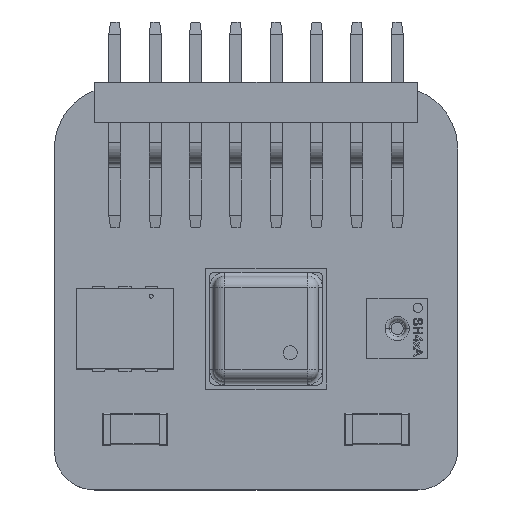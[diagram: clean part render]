
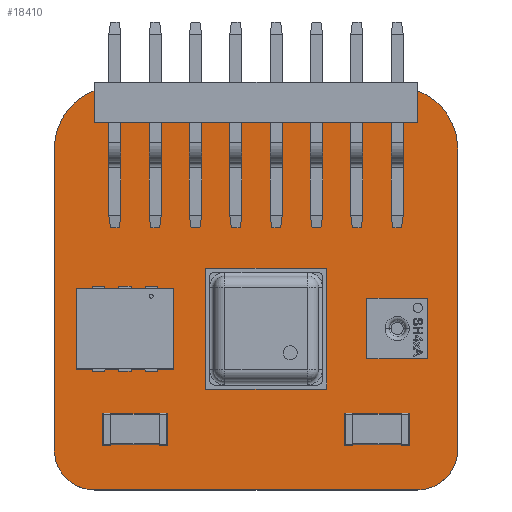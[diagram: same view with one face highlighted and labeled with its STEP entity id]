
A CAD part, top view. The second image highlights one B-rep face of the part: STEP entity #18410.
In plain terms, the highlighted planar face has unit normal (0, 0, 1).
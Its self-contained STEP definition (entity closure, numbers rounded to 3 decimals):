
#18017 = VERTEX_POINT('',#18018);
#18018 = CARTESIAN_POINT('',(8.45,10.,1.6));
#18024 = EDGE_CURVE('',#18017,#18025,#18027,.T.);
#18025 = VERTEX_POINT('',#18026);
#18026 = CARTESIAN_POINT('',(9.998,8.572,1.6));
#18027 = CIRCLE('',#18028,1.548);
#18028 = AXIS2_PLACEMENT_3D('',#18029,#18030,#18031);
#18029 = CARTESIAN_POINT('',(8.454,8.452,1.6));
#18030 = DIRECTION('',(0.,0.,-1.));
#18031 = DIRECTION('',(-0.003,1.,0.));
#18057 = EDGE_CURVE('',#18025,#18058,#18060,.T.);
#18058 = VERTEX_POINT('',#18059);
#18059 = CARTESIAN_POINT('',(10.,8.45,1.6));
#18060 = LINE('',#18061,#18062);
#18061 = CARTESIAN_POINT('',(9.998,8.572,1.6));
#18062 = VECTOR('',#18063,1.);
#18063 = DIRECTION('',(0.02,-1.,0.));
#18088 = EDGE_CURVE('',#18058,#18089,#18091,.T.);
#18089 = VERTEX_POINT('',#18090);
#18090 = CARTESIAN_POINT('',(10.,1.,1.6));
#18091 = LINE('',#18092,#18093);
#18092 = CARTESIAN_POINT('',(10.,8.45,1.6));
#18093 = VECTOR('',#18094,1.);
#18094 = DIRECTION('',(0.,-1.,0.));
#18119 = EDGE_CURVE('',#18089,#18120,#18122,.T.);
#18120 = VERTEX_POINT('',#18121);
#18121 = CARTESIAN_POINT('',(9.098,0.002,1.6));
#18122 = CIRCLE('',#18123,0.998);
#18123 = AXIS2_PLACEMENT_3D('',#18124,#18125,#18126);
#18124 = CARTESIAN_POINT('',(9.002,0.996,1.6));
#18125 = DIRECTION('',(0.,0.,-1.));
#18126 = DIRECTION('',(1.,0.004,0.));
#18152 = EDGE_CURVE('',#18120,#18153,#18155,.T.);
#18153 = VERTEX_POINT('',#18154);
#18154 = CARTESIAN_POINT('',(9.,0.,1.6));
#18155 = LINE('',#18156,#18157);
#18156 = CARTESIAN_POINT('',(9.098,0.002,1.6));
#18157 = VECTOR('',#18158,1.);
#18158 = DIRECTION('',(-1.,-0.024,0.));
#18183 = EDGE_CURVE('',#18153,#18184,#18186,.T.);
#18184 = VERTEX_POINT('',#18185);
#18185 = CARTESIAN_POINT('',(1.,0.,1.6));
#18186 = LINE('',#18187,#18188);
#18187 = CARTESIAN_POINT('',(9.,0.,1.6));
#18188 = VECTOR('',#18189,1.);
#18189 = DIRECTION('',(-1.,0.,0.));
#18214 = EDGE_CURVE('',#18184,#18215,#18217,.T.);
#18215 = VERTEX_POINT('',#18216);
#18216 = CARTESIAN_POINT('',(0.002,0.902,1.6));
#18217 = CIRCLE('',#18218,0.998);
#18218 = AXIS2_PLACEMENT_3D('',#18219,#18220,#18221);
#18219 = CARTESIAN_POINT('',(0.996,0.998,1.6));
#18220 = DIRECTION('',(0.,0.,-1.));
#18221 = DIRECTION('',(0.004,-1.,0.));
#18247 = EDGE_CURVE('',#18215,#18248,#18250,.T.);
#18248 = VERTEX_POINT('',#18249);
#18249 = CARTESIAN_POINT('',(0.,1.,1.6));
#18250 = LINE('',#18251,#18252);
#18251 = CARTESIAN_POINT('',(0.002,0.902,1.6));
#18252 = VECTOR('',#18253,1.);
#18253 = DIRECTION('',(-0.024,1.,0.));
#18278 = EDGE_CURVE('',#18248,#18279,#18281,.T.);
#18279 = VERTEX_POINT('',#18280);
#18280 = CARTESIAN_POINT('',(0.,8.45,1.6));
#18281 = LINE('',#18282,#18283);
#18282 = CARTESIAN_POINT('',(0.,1.,1.6));
#18283 = VECTOR('',#18284,1.);
#18284 = DIRECTION('',(0.,1.,0.));
#18309 = EDGE_CURVE('',#18279,#18310,#18312,.T.);
#18310 = VERTEX_POINT('',#18311);
#18311 = CARTESIAN_POINT('',(1.428,9.998,1.6));
#18312 = CIRCLE('',#18313,1.548);
#18313 = AXIS2_PLACEMENT_3D('',#18314,#18315,#18316);
#18314 = CARTESIAN_POINT('',(1.548,8.454,1.6));
#18315 = DIRECTION('',(0.,0.,-1.));
#18316 = DIRECTION('',(-1.,-0.003,-0.));
#18342 = EDGE_CURVE('',#18310,#18343,#18345,.T.);
#18343 = VERTEX_POINT('',#18344);
#18344 = CARTESIAN_POINT('',(1.55,10.,1.6));
#18345 = LINE('',#18346,#18347);
#18346 = CARTESIAN_POINT('',(1.428,9.998,1.6));
#18347 = VECTOR('',#18348,1.);
#18348 = DIRECTION('',(1.,0.02,0.));
#18373 = EDGE_CURVE('',#18343,#18017,#18374,.T.);
#18374 = LINE('',#18375,#18376);
#18375 = CARTESIAN_POINT('',(1.55,10.,1.6));
#18376 = VECTOR('',#18377,1.);
#18377 = DIRECTION('',(1.,0.,0.));
#18410 = ADVANCED_FACE('',(#18411),#18425,.T.);
#18411 = FACE_BOUND('',#18412,.F.);
#18412 = EDGE_LOOP('',(#18413,#18414,#18415,#18416,#18417,#18418,#18419,
    #18420,#18421,#18422,#18423,#18424));
#18413 = ORIENTED_EDGE('',*,*,#18024,.T.);
#18414 = ORIENTED_EDGE('',*,*,#18057,.T.);
#18415 = ORIENTED_EDGE('',*,*,#18088,.T.);
#18416 = ORIENTED_EDGE('',*,*,#18119,.T.);
#18417 = ORIENTED_EDGE('',*,*,#18152,.T.);
#18418 = ORIENTED_EDGE('',*,*,#18183,.T.);
#18419 = ORIENTED_EDGE('',*,*,#18214,.T.);
#18420 = ORIENTED_EDGE('',*,*,#18247,.T.);
#18421 = ORIENTED_EDGE('',*,*,#18278,.T.);
#18422 = ORIENTED_EDGE('',*,*,#18309,.T.);
#18423 = ORIENTED_EDGE('',*,*,#18342,.T.);
#18424 = ORIENTED_EDGE('',*,*,#18373,.T.);
#18425 = PLANE('',#18426);
#18426 = AXIS2_PLACEMENT_3D('',#18427,#18428,#18429);
#18427 = CARTESIAN_POINT('',(0.,0.,1.6));
#18428 = DIRECTION('',(0.,0.,1.));
#18429 = DIRECTION('',(1.,0.,-0.));
